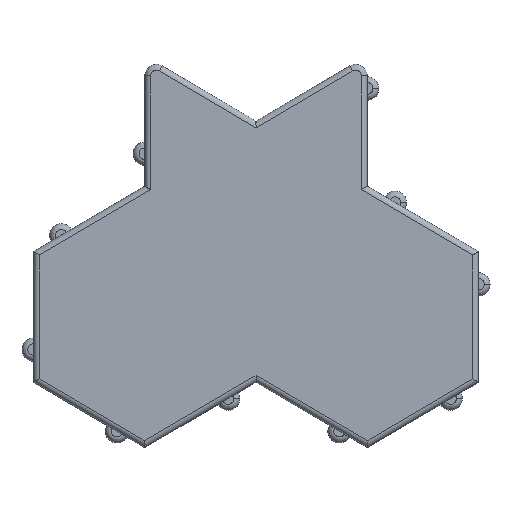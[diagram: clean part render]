
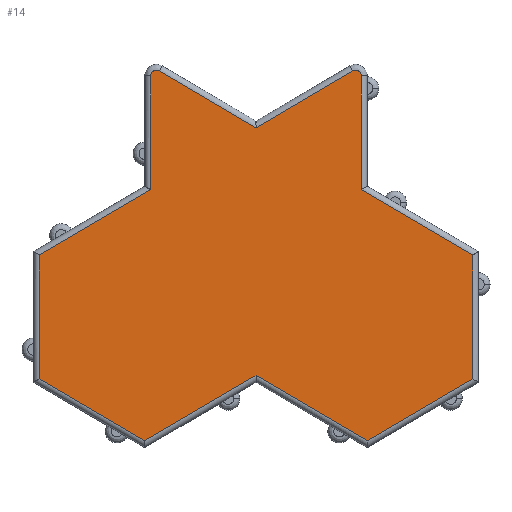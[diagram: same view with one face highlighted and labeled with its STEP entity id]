
A CAD part, top view. The second image highlights one B-rep face of the part: STEP entity #14.
In plain terms, the highlighted planar face has unit normal (0, 0, 1).
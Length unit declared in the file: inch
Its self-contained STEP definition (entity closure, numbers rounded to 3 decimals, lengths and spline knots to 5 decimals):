
#14=ADVANCED_FACE('',(#84),#1167,.T.);
#84=FACE_OUTER_BOUND('',#154,.T.);
#154=EDGE_LOOP('',(#224,#225,#226,#227,#228,#229,#230,#231,#232,#233,#234,
#235,#236,#237));
#224=ORIENTED_EDGE('',*,*,#759,.F.);
#225=ORIENTED_EDGE('',*,*,#760,.F.);
#226=ORIENTED_EDGE('',*,*,#594,.F.);
#227=ORIENTED_EDGE('',*,*,#764,.F.);
#228=ORIENTED_EDGE('',*,*,#765,.F.);
#229=ORIENTED_EDGE('',*,*,#776,.F.);
#230=ORIENTED_EDGE('',*,*,#772,.F.);
#231=ORIENTED_EDGE('',*,*,#774,.F.);
#232=ORIENTED_EDGE('',*,*,#778,.F.);
#233=ORIENTED_EDGE('',*,*,#767,.F.);
#234=ORIENTED_EDGE('',*,*,#771,.F.);
#235=ORIENTED_EDGE('',*,*,#595,.F.);
#236=ORIENTED_EDGE('',*,*,#754,.F.);
#237=ORIENTED_EDGE('',*,*,#756,.F.);
#594=EDGE_CURVE('',#1095,#1096,#923,.T.);
#595=EDGE_CURVE('',#1097,#1098,#924,.T.);
#754=EDGE_CURVE('',#1094,#1097,#833,.T.);
#756=EDGE_CURVE('',#1093,#1094,#834,.T.);
#759=EDGE_CURVE('',#1106,#1093,#835,.T.);
#760=EDGE_CURVE('',#1096,#1106,#836,.T.);
#764=EDGE_CURVE('',#1101,#1095,#837,.T.);
#765=EDGE_CURVE('',#1100,#1101,#838,.T.);
#767=EDGE_CURVE('',#1099,#1102,#839,.T.);
#771=EDGE_CURVE('',#1098,#1099,#840,.T.);
#772=EDGE_CURVE('',#1104,#1105,#841,.T.);
#774=EDGE_CURVE('',#1103,#1104,#842,.T.);
#776=EDGE_CURVE('',#1105,#1100,#880,.T.);
#778=EDGE_CURVE('',#1102,#1103,#882,.T.);
#833=(
BOUNDED_CURVE()
B_SPLINE_CURVE(1,(#2559,#2560),.UNSPECIFIED.,.F.,.F.)
B_SPLINE_CURVE_WITH_KNOTS((2,2),(0.07336,2.72443),
 .UNSPECIFIED.)
CURVE()
GEOMETRIC_REPRESENTATION_ITEM()
RATIONAL_B_SPLINE_CURVE((1.,1.))
REPRESENTATION_ITEM('')
);
#834=(
BOUNDED_CURVE()
B_SPLINE_CURVE(1,(#2573,#2574),.UNSPECIFIED.,.F.,.F.)
B_SPLINE_CURVE_WITH_KNOTS((2,2),(-0.07336,2.72265),
 .UNSPECIFIED.)
CURVE()
GEOMETRIC_REPRESENTATION_ITEM()
RATIONAL_B_SPLINE_CURVE((1.,1.))
REPRESENTATION_ITEM('')
);
#835=(
BOUNDED_CURVE()
B_SPLINE_CURVE(1,(#2599,#2600),.UNSPECIFIED.,.F.,.F.)
B_SPLINE_CURVE_WITH_KNOTS((2,2),(0.07336,2.86937),
 .UNSPECIFIED.)
CURVE()
GEOMETRIC_REPRESENTATION_ITEM()
RATIONAL_B_SPLINE_CURVE((1.,1.))
REPRESENTATION_ITEM('')
);
#836=(
BOUNDED_CURVE()
B_SPLINE_CURVE(1,(#2601,#2602),.UNSPECIFIED.,.F.,.F.)
B_SPLINE_CURVE_WITH_KNOTS((2,2),(0.07158,2.72265),
 .UNSPECIFIED.)
CURVE()
GEOMETRIC_REPRESENTATION_ITEM()
RATIONAL_B_SPLINE_CURVE((1.,1.))
REPRESENTATION_ITEM('')
);
#837=(
BOUNDED_CURVE()
B_SPLINE_CURVE(1,(#2639,#2640),.UNSPECIFIED.,.F.,.F.)
B_SPLINE_CURVE_WITH_KNOTS((2,2),(-0.07158,2.72443),
 .UNSPECIFIED.)
CURVE()
GEOMETRIC_REPRESENTATION_ITEM()
RATIONAL_B_SPLINE_CURVE((1.,1.))
REPRESENTATION_ITEM('')
);
#838=(
BOUNDED_CURVE()
B_SPLINE_CURVE(1,(#2641,#2642),.UNSPECIFIED.,.F.,.F.)
B_SPLINE_CURVE_WITH_KNOTS((2,2),(0.,2.46535),
 .UNSPECIFIED.)
CURVE()
GEOMETRIC_REPRESENTATION_ITEM()
RATIONAL_B_SPLINE_CURVE((1.,1.))
REPRESENTATION_ITEM('')
);
#839=(
BOUNDED_CURVE()
B_SPLINE_CURVE(1,(#2646,#2647),.UNSPECIFIED.,.F.,.F.)
B_SPLINE_CURVE_WITH_KNOTS((2,2),(-0.07158,2.39378),
 .UNSPECIFIED.)
CURVE()
GEOMETRIC_REPRESENTATION_ITEM()
RATIONAL_B_SPLINE_CURVE((1.,1.))
REPRESENTATION_ITEM('')
);
#840=(
BOUNDED_CURVE()
B_SPLINE_CURVE(1,(#2675,#2676),.UNSPECIFIED.,.F.,.F.)
B_SPLINE_CURVE_WITH_KNOTS((2,2),(0.07158,2.86759),
 .UNSPECIFIED.)
CURVE()
GEOMETRIC_REPRESENTATION_ITEM()
RATIONAL_B_SPLINE_CURVE((1.,1.))
REPRESENTATION_ITEM('')
);
#841=(
BOUNDED_CURVE()
B_SPLINE_CURVE(1,(#2677,#2678),.UNSPECIFIED.,.F.,.F.)
B_SPLINE_CURVE_WITH_KNOTS((2,2),(-0.07336,2.35942),
 .UNSPECIFIED.)
CURVE()
GEOMETRIC_REPRESENTATION_ITEM()
RATIONAL_B_SPLINE_CURVE((1.,1.))
REPRESENTATION_ITEM('')
);
#842=(
BOUNDED_CURVE()
B_SPLINE_CURVE(1,(#2691,#2692),.UNSPECIFIED.,.F.,.F.)
B_SPLINE_CURVE_WITH_KNOTS((2,2),(0.,2.43278),
 .UNSPECIFIED.)
CURVE()
GEOMETRIC_REPRESENTATION_ITEM()
RATIONAL_B_SPLINE_CURVE((1.,1.))
REPRESENTATION_ITEM('')
);
#880=TRIMMED_CURVE($,#920,(#2697),(#2698),.T.,.CARTESIAN.);
#882=TRIMMED_CURVE($,#922,(#2703),(#2704),.T.,.CARTESIAN.);
#920=CIRCLE('',#1372,0.0026);
#922=CIRCLE('',#1374,0.0026);
#923=B_SPLINE_CURVE_WITH_KNOTS('',1,(#2005,#2006),.UNSPECIFIED.,.F.,.F.,
(2,2),(0.07158,2.75879),.UNSPECIFIED.);
#924=B_SPLINE_CURVE_WITH_KNOTS('',1,(#2007,#2008),.UNSPECIFIED.,.F.,.F.,
(2,2),(0.07158,2.75879),.UNSPECIFIED.);
#1093=VERTEX_POINT('',#1977);
#1094=VERTEX_POINT('',#1978);
#1095=VERTEX_POINT('',#1979);
#1096=VERTEX_POINT('',#1980);
#1097=VERTEX_POINT('',#1981);
#1098=VERTEX_POINT('',#1982);
#1099=VERTEX_POINT('',#1983);
#1100=VERTEX_POINT('',#1984);
#1101=VERTEX_POINT('',#1985);
#1102=VERTEX_POINT('',#1986);
#1103=VERTEX_POINT('',#1987);
#1104=VERTEX_POINT('',#1988);
#1105=VERTEX_POINT('',#1989);
#1106=VERTEX_POINT('',#1990);
#1167=PLANE('',#1282);
#1282=AXIS2_PLACEMENT_3D('',#1514,#1378,$);
#1372=AXIS2_PLACEMENT_3D($,#2696,#1505,#1506);
#1374=AXIS2_PLACEMENT_3D($,#2702,#1509,#1510);
#1378=DIRECTION('',(0.,0.,1.));
#1505=DIRECTION('',(0.,0.,-1.));
#1506=DIRECTION('',(-0.506,0.862,0.));
#1509=DIRECTION('',(0.,0.,-1.));
#1510=DIRECTION('',(-1.,0.,0.));
#1514=CARTESIAN_POINT('',(-0.02512,-0.83948,0.05403));
#1977=CARTESIAN_POINT('',(0.10048,-0.78118,0.05403));
#1978=CARTESIAN_POINT('',(0.05024,-0.81066,0.05403));
#1979=CARTESIAN_POINT('',(0.19835,-0.72673,0.05403));
#1980=CARTESIAN_POINT('',(0.19835,-0.78271,0.05403));
#1981=CARTESIAN_POINT('',(0.0026,-0.78271,0.05403));
#1982=CARTESIAN_POINT('',(0.0026,-0.72673,0.05403));
#1983=CARTESIAN_POINT('',(0.05284,-0.69724,0.05403));
#1984=CARTESIAN_POINT('',(0.14811,-0.64588,0.05403));
#1985=CARTESIAN_POINT('',(0.14811,-0.69724,0.05403));
#1986=CARTESIAN_POINT('',(0.05284,-0.64588,0.05403));
#1987=CARTESIAN_POINT('',(0.05676,-0.64363,0.05403));
#1988=CARTESIAN_POINT('',(0.10048,-0.66929,0.05403));
#1989=CARTESIAN_POINT('',(0.14419,-0.64363,0.05403));
#1990=CARTESIAN_POINT('',(0.15071,-0.81066,0.05403));
#2005=CARTESIAN_POINT('',(0.19835,-0.72673,0.05403));
#2006=CARTESIAN_POINT('',(0.19835,-0.78271,0.05403));
#2007=CARTESIAN_POINT('',(0.0026,-0.78271,0.05403));
#2008=CARTESIAN_POINT('',(0.0026,-0.72673,0.05403));
#2559=CARTESIAN_POINT('',(0.05024,-0.81066,0.05403));
#2560=CARTESIAN_POINT('',(0.0026,-0.78271,0.05403));
#2573=CARTESIAN_POINT('',(0.10048,-0.78118,0.05403));
#2574=CARTESIAN_POINT('',(0.05024,-0.81066,0.05403));
#2599=CARTESIAN_POINT('',(0.15071,-0.81066,0.05403));
#2600=CARTESIAN_POINT('',(0.10048,-0.78118,0.05403));
#2601=CARTESIAN_POINT('',(0.19835,-0.78271,0.05403));
#2602=CARTESIAN_POINT('',(0.15071,-0.81066,0.05403));
#2639=CARTESIAN_POINT('',(0.14811,-0.69724,0.05403));
#2640=CARTESIAN_POINT('',(0.19835,-0.72673,0.05403));
#2641=CARTESIAN_POINT('',(0.14811,-0.64588,0.05403));
#2642=CARTESIAN_POINT('',(0.14811,-0.69724,0.05403));
#2646=CARTESIAN_POINT('',(0.05284,-0.69724,0.05403));
#2647=CARTESIAN_POINT('',(0.05284,-0.64588,0.05403));
#2675=CARTESIAN_POINT('',(0.0026,-0.72673,0.05403));
#2676=CARTESIAN_POINT('',(0.05284,-0.69724,0.05403));
#2677=CARTESIAN_POINT('',(0.10048,-0.66929,0.05403));
#2678=CARTESIAN_POINT('',(0.14419,-0.64363,0.05403));
#2691=CARTESIAN_POINT('',(0.05676,-0.64363,0.05403));
#2692=CARTESIAN_POINT('',(0.10048,-0.66929,0.05403));
#2696=CARTESIAN_POINT('',(0.14551,-0.64588,0.05403));
#2697=CARTESIAN_POINT('',(0.14419,-0.64363,0.05403));
#2698=CARTESIAN_POINT('',(0.14811,-0.64588,0.05403));
#2702=CARTESIAN_POINT('',(0.05545,-0.64588,0.05403));
#2703=CARTESIAN_POINT('',(0.05284,-0.64588,0.05403));
#2704=CARTESIAN_POINT('',(0.05676,-0.64363,0.05403));
